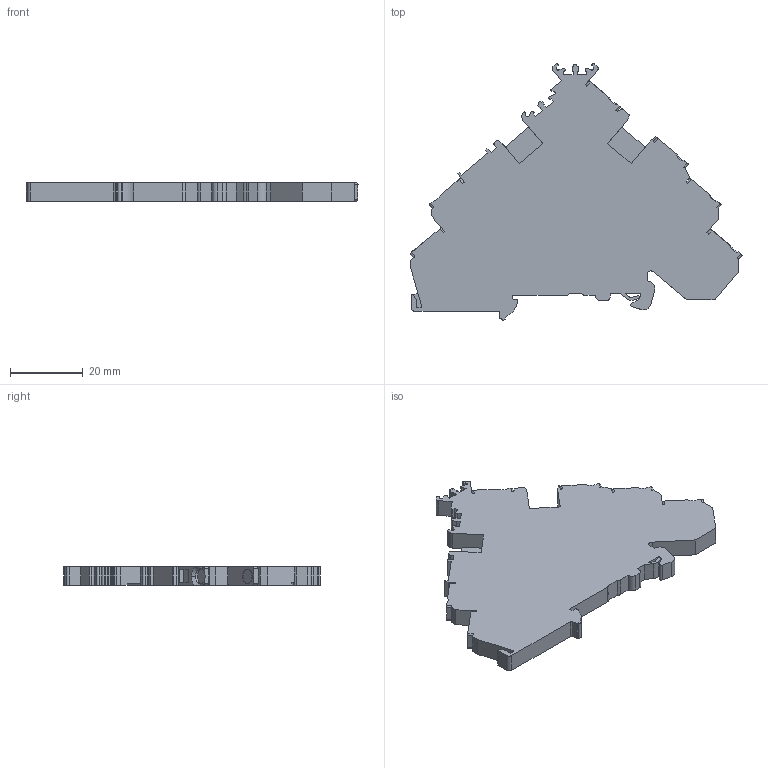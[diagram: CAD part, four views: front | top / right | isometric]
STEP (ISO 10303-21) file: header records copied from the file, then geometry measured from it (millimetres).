
FILE_DESCRIPTION((''),'2;1');
FILE_NAME('ZONG_ASM','2023-11-20T',('dell'),(''),'PRO/ENGINEER BY PARAMETRIC TECHNOLOGY CORPORATION, 2013230','PRO/ENGINEER BY PARAMETRIC TECHNOLOGY CORPORATION, 2013230','');
FILE_SCHEMA(('AUTOMOTIVE_DESIGN { 1 0 10303 214 1 1 1 1 }'));
Length unit declared in the file: millimetre
Products named in the file (1): ZONG_ASM
Bounding box: 91.25 x 70.4 x 5 mm (x, y, z)
Volume: 17764.1 mm3; surface area: 9630 mm2
Topology: 1 solids, 1 shells, 281 faces, 812 edges, 539 vertices
Faces by surface type: plane 189, cylinder 82, cone 10
Entity records: 9996 total; most frequent: CARTESIAN_POINT 1787, ORIENTED_EDGE 1624, DIRECTION 1537, EDGE_CURVE 812, VECTOR 599, LINE 599, VERTEX_POINT 539, AXIS2_PLACEMENT_3D 469
